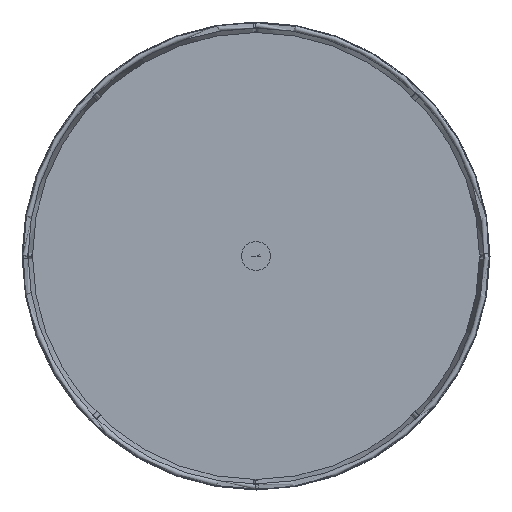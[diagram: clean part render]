
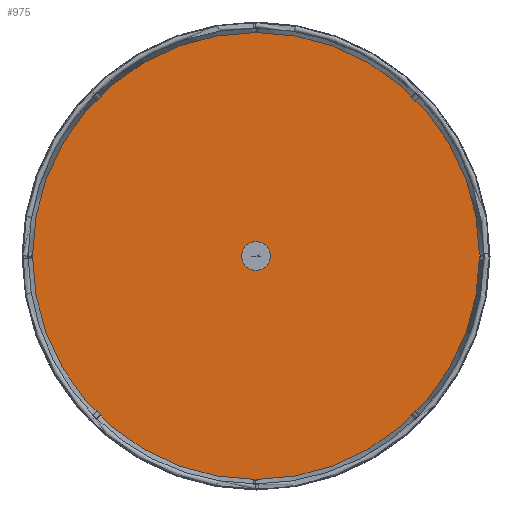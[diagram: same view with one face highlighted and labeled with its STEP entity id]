
A CAD part, front view. The second image highlights one B-rep face of the part: STEP entity #975.
In plain terms, the highlighted planar face has unit normal (0, -1, 0).
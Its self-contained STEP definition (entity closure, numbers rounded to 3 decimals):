
#58 = EDGE_LOOP ( 'NONE', ( #3532, #5064 ) ) ;
#147 = EDGE_CURVE ( 'NONE', #2036, #2343, #3299, .T. ) ;
#152 = CIRCLE ( 'NONE', #807, 193. ) ;
#271 = CARTESIAN_POINT ( 'NONE',  ( 0., -114., 0. ) ) ;
#376 = DIRECTION ( 'NONE',  ( 1., 0., 0. ) ) ;
#381 = DIRECTION ( 'NONE',  ( 0., 1., 0. ) ) ;
#383 = CARTESIAN_POINT ( 'NONE',  ( 0., -114., 0. ) ) ;
#437 = AXIS2_PLACEMENT_3D ( 'NONE', #271, #5594, #2021 ) ;
#508 = PLANE ( 'NONE',  #437 ) ;
#530 = AXIS2_PLACEMENT_3D ( 'NONE', #5232, #5217, #5213 ) ;
#807 = AXIS2_PLACEMENT_3D ( 'NONE', #4829, #4823, #4819 ) ;
#819 = VERTEX_POINT ( 'NONE', #5320 ) ;
#975 = ADVANCED_FACE ( 'NONE', ( #6551, #2398 ), #508, .F. ) ;
#1254 = CIRCLE ( 'NONE', #530, 8. ) ;
#1396 = CARTESIAN_POINT ( 'NONE',  ( -193., -114., 0. ) ) ;
#1587 = EDGE_CURVE ( 'NONE', #2343, #2036, #1254, .T. ) ;
#1826 = EDGE_CURVE ( 'NONE', #5980, #819, #152, .T. ) ;
#1944 = CIRCLE ( 'NONE', #4022, 193. ) ;
#2021 = DIRECTION ( 'NONE',  ( 0., 0., 1. ) ) ;
#2036 = VERTEX_POINT ( 'NONE', #3178 ) ;
#2343 = VERTEX_POINT ( 'NONE', #2659 ) ;
#2398 = FACE_BOUND ( 'NONE', #58, .T. ) ;
#2659 = CARTESIAN_POINT ( 'NONE',  ( 8., -114., 0. ) ) ;
#3178 = CARTESIAN_POINT ( 'NONE',  ( -8., -114., 0. ) ) ;
#3299 = CIRCLE ( 'NONE', #5631, 8. ) ;
#3429 = DIRECTION ( 'NONE',  ( -1., 0., 0. ) ) ;
#3532 = ORIENTED_EDGE ( 'NONE', *, *, #147, .T. ) ;
#3986 = DIRECTION ( 'NONE',  ( 0., 1., 0. ) ) ;
#4022 = AXIS2_PLACEMENT_3D ( 'NONE', #383, #381, #376 ) ;
#4100 = ORIENTED_EDGE ( 'NONE', *, *, #6512, .F. ) ;
#4819 = DIRECTION ( 'NONE',  ( 1., 0., 0. ) ) ;
#4823 = DIRECTION ( 'NONE',  ( 0., 1., 0. ) ) ;
#4829 = CARTESIAN_POINT ( 'NONE',  ( 0., -114., 0. ) ) ;
#5064 = ORIENTED_EDGE ( 'NONE', *, *, #1587, .T. ) ;
#5082 = CARTESIAN_POINT ( 'NONE',  ( 0., -114., 0. ) ) ;
#5213 = DIRECTION ( 'NONE',  ( -1., 0., 0. ) ) ;
#5217 = DIRECTION ( 'NONE',  ( 0., 1., 0. ) ) ;
#5232 = CARTESIAN_POINT ( 'NONE',  ( 0., -114., 0. ) ) ;
#5320 = CARTESIAN_POINT ( 'NONE',  ( 193., -114., 0. ) ) ;
#5418 = EDGE_LOOP ( 'NONE', ( #4100, #6484 ) ) ;
#5594 = DIRECTION ( 'NONE',  ( 0., 1., 0. ) ) ;
#5631 = AXIS2_PLACEMENT_3D ( 'NONE', #5082, #3986, #3429 ) ;
#5980 = VERTEX_POINT ( 'NONE', #1396 ) ;
#6484 = ORIENTED_EDGE ( 'NONE', *, *, #1826, .F. ) ;
#6512 = EDGE_CURVE ( 'NONE', #819, #5980, #1944, .T. ) ;
#6551 = FACE_OUTER_BOUND ( 'NONE', #5418, .T. ) ;
